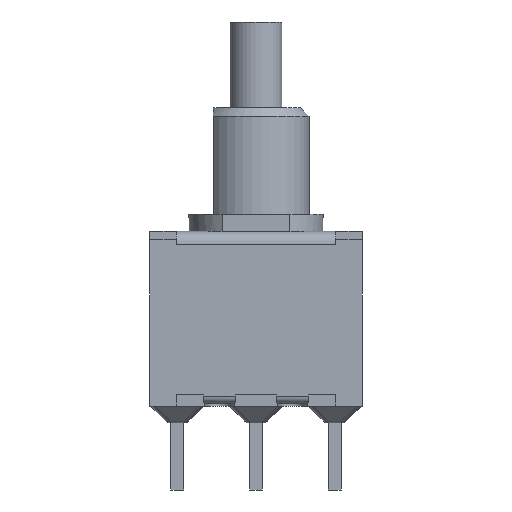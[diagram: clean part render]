
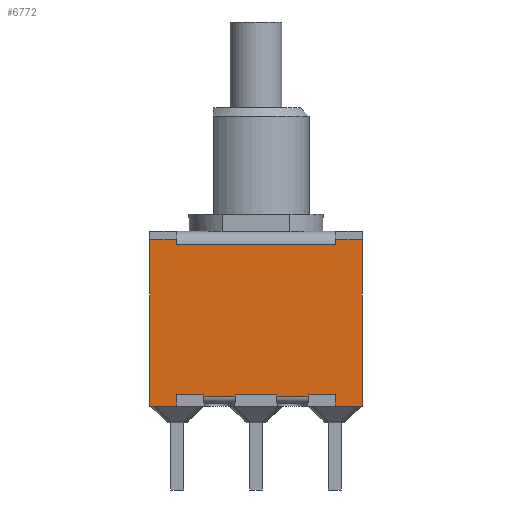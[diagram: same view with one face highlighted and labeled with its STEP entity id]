
A CAD part, front view. The second image highlights one B-rep face of the part: STEP entity #6772.
In plain terms, the highlighted planar face has unit normal (0, -1, 0).
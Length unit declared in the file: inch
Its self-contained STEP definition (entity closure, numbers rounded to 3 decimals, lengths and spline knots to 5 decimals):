
#2276=CARTESIAN_POINT('',(0.25,-0.13504,0.0));
#2277=VERTEX_POINT('',#2276);
#2284=CARTESIAN_POINT('',(0.18701,-0.13504,0.0));
#2285=VERTEX_POINT('',#2284);
#2286=CARTESIAN_POINT('',(0.25,-0.13504,0.0));
#2287=DIRECTION('',(-1.0,0.0,0.0));
#2288=VECTOR('',#2287,0.06299);
#2289=LINE('',#2286,#2288);
#2290=EDGE_CURVE('',#2277,#2285,#2289,.T.);
#3135=CARTESIAN_POINT('',(0.12424,-0.13504,0.02756));
#3136=VERTEX_POINT('',#3135);
#3143=CARTESIAN_POINT('',(0.12424,-0.13504,0.02323));
#3144=VERTEX_POINT('',#3143);
#3145=CARTESIAN_POINT('',(0.12424,-0.13504,0.02323));
#3146=DIRECTION('',(0.0,0.0,1.0));
#3147=VECTOR('',#3146,0.00433);
#3148=LINE('',#3145,#3147);
#3149=EDGE_CURVE('',#3144,#3136,#3148,.T.);
#3184=CARTESIAN_POINT('',(-0.04702,-0.13504,0.02756));
#3185=VERTEX_POINT('',#3184);
#3192=CARTESIAN_POINT('',(-0.04702,-0.13504,0.02323));
#3193=VERTEX_POINT('',#3192);
#3194=CARTESIAN_POINT('',(-0.04702,-0.13504,0.02323));
#3195=DIRECTION('',(0.0,0.0,1.0));
#3196=VECTOR('',#3195,0.00433);
#3197=LINE('',#3194,#3196);
#3198=EDGE_CURVE('',#3193,#3185,#3197,.T.);
#5416=CARTESIAN_POINT('',(-0.12424,-0.13504,0.02323));
#5417=VERTEX_POINT('',#5416);
#5434=CARTESIAN_POINT('',(-0.04702,-0.13504,0.02323));
#5435=DIRECTION('',(-1.0,0.0,0.0));
#5436=VECTOR('',#5435,0.07721);
#5437=LINE('',#5434,#5436);
#5438=EDGE_CURVE('',#3193,#5417,#5437,.T.);
#5499=CARTESIAN_POINT('',(-0.12424,-0.13504,0.02756));
#5500=VERTEX_POINT('',#5499);
#5501=CARTESIAN_POINT('',(-0.12424,-0.13504,0.02756));
#5502=DIRECTION('',(0.0,0.0,-1.0));
#5503=VECTOR('',#5502,0.00433);
#5504=LINE('',#5501,#5503);
#5505=EDGE_CURVE('',#5500,#5417,#5504,.T.);
#5627=CARTESIAN_POINT('',(0.04702,-0.13504,0.02323));
#5628=VERTEX_POINT('',#5627);
#5629=CARTESIAN_POINT('',(0.12424,-0.13504,0.02323));
#5630=DIRECTION('',(-1.0,0.0,0.0));
#5631=VECTOR('',#5630,0.07721);
#5632=LINE('',#5629,#5631);
#5633=EDGE_CURVE('',#3144,#5628,#5632,.T.);
#5709=CARTESIAN_POINT('',(0.04702,-0.13504,0.02756));
#5710=VERTEX_POINT('',#5709);
#5711=CARTESIAN_POINT('',(0.04702,-0.13504,0.02756));
#5712=DIRECTION('',(0.0,0.0,-1.0));
#5713=VECTOR('',#5712,0.00433);
#5714=LINE('',#5711,#5713);
#5715=EDGE_CURVE('',#5710,#5628,#5714,.T.);
#5739=CARTESIAN_POINT('',(0.18701,-0.13504,0.02756));
#5740=VERTEX_POINT('',#5739);
#5747=CARTESIAN_POINT('',(0.12424,-0.13504,0.02756));
#5748=DIRECTION('',(1.0,0.0,0.0));
#5749=VECTOR('',#5748,0.06277);
#5750=LINE('',#5747,#5749);
#5751=EDGE_CURVE('',#3136,#5740,#5750,.T.);
#5771=CARTESIAN_POINT('',(-0.18701,-0.13504,0.02756));
#5772=VERTEX_POINT('',#5771);
#5773=CARTESIAN_POINT('',(-0.18701,-0.13504,0.02756));
#5774=DIRECTION('',(1.0,0.0,0.0));
#5775=VECTOR('',#5774,0.06277);
#5776=LINE('',#5773,#5775);
#5777=EDGE_CURVE('',#5772,#5500,#5776,.T.);
#5800=CARTESIAN_POINT('',(-0.04702,-0.13504,0.02756));
#5801=DIRECTION('',(1.0,0.0,0.0));
#5802=VECTOR('',#5801,0.09405);
#5803=LINE('',#5800,#5802);
#5804=EDGE_CURVE('',#3185,#5710,#5803,.T.);
#5911=CARTESIAN_POINT('',(0.18701,-0.13504,0.38071));
#5912=VERTEX_POINT('',#5911);
#5925=CARTESIAN_POINT('',(-0.18701,-0.13504,0.38071));
#5926=VERTEX_POINT('',#5925);
#5934=CARTESIAN_POINT('',(-0.18701,-0.13504,0.38071));
#5935=DIRECTION('',(1.0,0.0,0.0));
#5936=VECTOR('',#5935,0.37402);
#5937=LINE('',#5934,#5936);
#5938=EDGE_CURVE('',#5926,#5912,#5937,.T.);
#6064=CARTESIAN_POINT('',(0.18701,-0.13504,0.39055));
#6065=VERTEX_POINT('',#6064);
#6066=CARTESIAN_POINT('',(0.18701,-0.13504,0.38071));
#6067=DIRECTION('',(0.0,0.0,1.0));
#6068=VECTOR('',#6067,0.00984);
#6069=LINE('',#6066,#6068);
#6070=EDGE_CURVE('',#5912,#6065,#6069,.T.);
#6094=CARTESIAN_POINT('',(0.18701,-0.13504,0.0));
#6095=DIRECTION('',(0.0,0.0,1.0));
#6096=VECTOR('',#6095,0.02756);
#6097=LINE('',#6094,#6096);
#6098=EDGE_CURVE('',#2285,#5740,#6097,.T.);
#6171=CARTESIAN_POINT('',(-0.18701,-0.13504,0.39055));
#6172=VERTEX_POINT('',#6171);
#6179=CARTESIAN_POINT('',(-0.18701,-0.13504,0.38071));
#6180=DIRECTION('',(0.0,0.0,1.0));
#6181=VECTOR('',#6180,0.00984);
#6182=LINE('',#6179,#6181);
#6183=EDGE_CURVE('',#5926,#6172,#6182,.T.);
#6293=CARTESIAN_POINT('',(-0.25,-0.13504,0.39055));
#6294=VERTEX_POINT('',#6293);
#6301=CARTESIAN_POINT('',(-0.18701,-0.13504,0.39055));
#6302=DIRECTION('',(-1.0,0.0,0.0));
#6303=VECTOR('',#6302,0.06299);
#6304=LINE('',#6301,#6303);
#6305=EDGE_CURVE('',#6172,#6294,#6304,.T.);
#6459=CARTESIAN_POINT('',(0.25,-0.13504,0.39055));
#6460=VERTEX_POINT('',#6459);
#6461=CARTESIAN_POINT('',(0.25,-0.13504,0.39055));
#6462=DIRECTION('',(-1.0,0.0,0.0));
#6463=VECTOR('',#6462,0.06299);
#6464=LINE('',#6461,#6463);
#6465=EDGE_CURVE('',#6460,#6065,#6464,.T.);
#6715=CARTESIAN_POINT('',(0.25,-0.13504,0.0));
#6716=DIRECTION('',(0.0,0.0,1.0));
#6717=VECTOR('',#6716,0.39055);
#6718=LINE('',#6715,#6717);
#6719=EDGE_CURVE('',#2277,#6460,#6718,.T.);
#6726=CARTESIAN_POINT('',(-0.275,-0.13504,0.41008));
#6727=DIRECTION('',(0.0,-1.0,0.0));
#6728=DIRECTION('',(0.0,0.0,-1.0));
#6729=AXIS2_PLACEMENT_3D('',#6726,#6727,#6728);
#6730=PLANE('',#6729);
#6731=ORIENTED_EDGE('',*,*,#6465,.T.);
#6732=ORIENTED_EDGE('',*,*,#6070,.F.);
#6733=ORIENTED_EDGE('',*,*,#5938,.F.);
#6734=ORIENTED_EDGE('',*,*,#6183,.T.);
#6735=ORIENTED_EDGE('',*,*,#6305,.T.);
#6736=CARTESIAN_POINT('',(-0.25,-0.13504,0.0));
#6737=VERTEX_POINT('',#6736);
#6738=CARTESIAN_POINT('',(-0.25,-0.13504,0.0));
#6739=DIRECTION('',(0.0,0.0,1.0));
#6740=VECTOR('',#6739,0.39055);
#6741=LINE('',#6738,#6740);
#6742=EDGE_CURVE('',#6737,#6294,#6741,.T.);
#6743=ORIENTED_EDGE('',*,*,#6742,.F.);
#6744=CARTESIAN_POINT('',(-0.18701,-0.13504,0.0));
#6745=VERTEX_POINT('',#6744);
#6746=CARTESIAN_POINT('',(-0.18701,-0.13504,0.0));
#6747=DIRECTION('',(-1.0,0.0,0.0));
#6748=VECTOR('',#6747,0.06299);
#6749=LINE('',#6746,#6748);
#6750=EDGE_CURVE('',#6745,#6737,#6749,.T.);
#6751=ORIENTED_EDGE('',*,*,#6750,.F.);
#6752=CARTESIAN_POINT('',(-0.18701,-0.13504,0.0));
#6753=DIRECTION('',(0.0,0.0,1.0));
#6754=VECTOR('',#6753,0.02756);
#6755=LINE('',#6752,#6754);
#6756=EDGE_CURVE('',#6745,#5772,#6755,.T.);
#6757=ORIENTED_EDGE('',*,*,#6756,.T.);
#6758=ORIENTED_EDGE('',*,*,#5777,.T.);
#6759=ORIENTED_EDGE('',*,*,#5505,.T.);
#6760=ORIENTED_EDGE('',*,*,#5438,.F.);
#6761=ORIENTED_EDGE('',*,*,#3198,.T.);
#6762=ORIENTED_EDGE('',*,*,#5804,.T.);
#6763=ORIENTED_EDGE('',*,*,#5715,.T.);
#6764=ORIENTED_EDGE('',*,*,#5633,.F.);
#6765=ORIENTED_EDGE('',*,*,#3149,.T.);
#6766=ORIENTED_EDGE('',*,*,#5751,.T.);
#6767=ORIENTED_EDGE('',*,*,#6098,.F.);
#6768=ORIENTED_EDGE('',*,*,#2290,.F.);
#6769=ORIENTED_EDGE('',*,*,#6719,.T.);
#6770=EDGE_LOOP('',(#6731,#6732,#6733,#6734,#6735,#6743,#6751,#6757,#6758,#6759,#6760,#6761,#6762,#6763,#6764,#6765,#6766,#6767,#6768,#6769));
#6771=FACE_OUTER_BOUND('',#6770,.T.);
#6772=ADVANCED_FACE('',(#6771),#6730,.T.);
